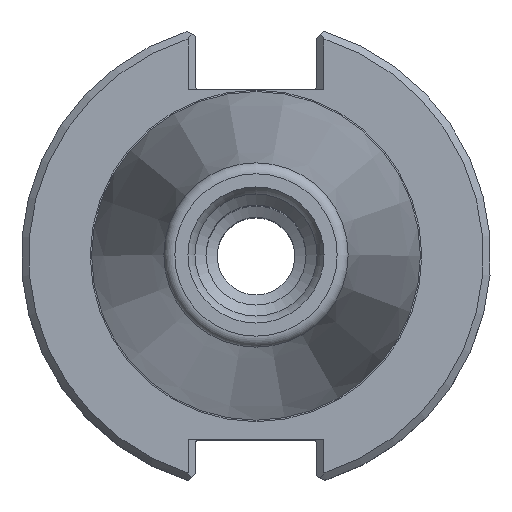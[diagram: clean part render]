
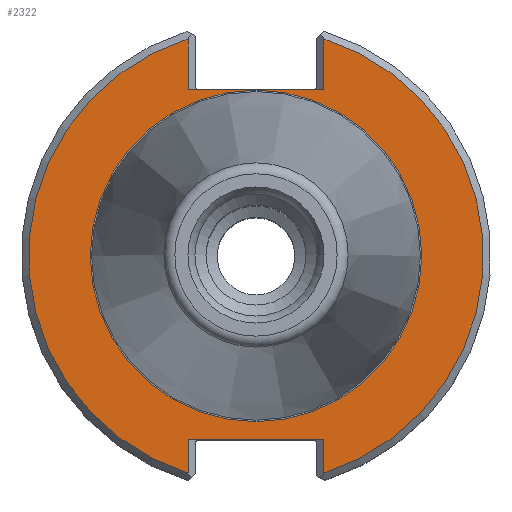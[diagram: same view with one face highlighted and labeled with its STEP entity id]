
A CAD part, top view. The second image highlights one B-rep face of the part: STEP entity #2322.
In plain terms, the highlighted planar face has unit normal (0, 0, 1).
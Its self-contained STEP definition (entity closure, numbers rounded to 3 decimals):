
#56=LINE('',#3543,#121);
#59=LINE('',#3554,#124);
#78=LINE('',#3637,#143);
#80=LINE('',#3653,#145);
#81=LINE('',#3655,#146);
#82=LINE('',#3657,#147);
#121=VECTOR('',#2805,1000.);
#124=VECTOR('',#2810,1000.);
#143=VECTOR('',#2857,1000.);
#145=VECTOR('',#2867,1000.);
#146=VECTOR('',#2868,1000.);
#147=VECTOR('',#2869,1000.);
#305=PLANE('',#2491);
#666=ORIENTED_EDGE('',*,*,#907,.T.);
#667=ORIENTED_EDGE('',*,*,#902,.T.);
#668=ORIENTED_EDGE('',*,*,#932,.F.);
#669=ORIENTED_EDGE('',*,*,#898,.T.);
#670=ORIENTED_EDGE('',*,*,#924,.T.);
#671=ORIENTED_EDGE('',*,*,#937,.T.);
#672=ORIENTED_EDGE('',*,*,#938,.F.);
#673=ORIENTED_EDGE('',*,*,#939,.T.);
#674=ORIENTED_EDGE('',*,*,#896,.F.);
#896=EDGE_CURVE('',#1081,#1081,#1180,.T.);
#898=EDGE_CURVE('',#1083,#1082,#56,.T.);
#902=EDGE_CURVE('',#1084,#1085,#59,.T.);
#907=EDGE_CURVE('',#1088,#1084,#1181,.T.);
#924=EDGE_CURVE('',#1082,#1099,#1182,.T.);
#932=EDGE_CURVE('',#1083,#1085,#78,.T.);
#937=EDGE_CURVE('',#1099,#1106,#80,.T.);
#938=EDGE_CURVE('',#1107,#1106,#81,.T.);
#939=EDGE_CURVE('',#1107,#1088,#82,.T.);
#1081=VERTEX_POINT('',#3536);
#1082=VERTEX_POINT('',#3542);
#1083=VERTEX_POINT('',#3544);
#1084=VERTEX_POINT('',#3551);
#1085=VERTEX_POINT('',#3553);
#1088=VERTEX_POINT('',#3569);
#1099=VERTEX_POINT('',#3615);
#1106=VERTEX_POINT('',#3654);
#1107=VERTEX_POINT('',#3656);
#1180=CIRCLE('',#2471,22.413);
#1181=CIRCLE('',#2476,30.75);
#1182=CIRCLE('',#2483,30.75);
#1313=EDGE_LOOP('',(#666,#667,#668,#669,#670,#671,#672,#673));
#1314=EDGE_LOOP('',(#674));
#1463=FACE_BOUND('',#1313,.T.);
#1464=FACE_BOUND('',#1314,.T.);
#2322=ADVANCED_FACE('',(#1463,#1464),#305,.T.);
#2471=AXIS2_PLACEMENT_3D('',#3535,#2801,#2802);
#2476=AXIS2_PLACEMENT_3D('',#3570,#2817,#2818);
#2483=AXIS2_PLACEMENT_3D('',#3616,#2843,#2844);
#2491=AXIS2_PLACEMENT_3D('',#3652,#2865,#2866);
#2801=DIRECTION('',(0.,0.,1.));
#2802=DIRECTION('',(1.,0.,0.));
#2805=DIRECTION('',(0.,-1.,0.));
#2810=DIRECTION('',(0.,1.,0.));
#2817=DIRECTION('',(0.,0.,1.));
#2818=DIRECTION('',(1.,0.,0.));
#2843=DIRECTION('',(0.,0.,1.));
#2844=DIRECTION('',(1.,0.,0.));
#2857=DIRECTION('',(-1.,0.,0.));
#2865=DIRECTION('',(0.,0.,1.));
#2866=DIRECTION('',(1.,0.,0.));
#2867=DIRECTION('',(0.,-1.,0.));
#2868=DIRECTION('',(1.,0.,0.));
#2869=DIRECTION('',(0.,1.,0.));
#3535=CARTESIAN_POINT('',(0.,0.,-3.17));
#3536=CARTESIAN_POINT('',(22.413,0.,-3.17));
#3542=CARTESIAN_POINT('',(9.19,-29.345,-3.17));
#3543=CARTESIAN_POINT('',(9.19,-30.831,-3.17));
#3544=CARTESIAN_POINT('',(9.19,-24.87,-3.17));
#3551=CARTESIAN_POINT('',(-9.19,-29.345,-3.17));
#3553=CARTESIAN_POINT('',(-9.19,-24.87,-3.17));
#3554=CARTESIAN_POINT('',(-9.19,-24.87,-3.17));
#3569=CARTESIAN_POINT('',(-9.19,29.345,-3.17));
#3570=CARTESIAN_POINT('',(0.,0.,-3.17));
#3615=CARTESIAN_POINT('',(9.19,29.345,-3.17));
#3616=CARTESIAN_POINT('',(0.,0.,-3.17));
#3637=CARTESIAN_POINT('',(8.19,-24.87,-3.17));
#3652=CARTESIAN_POINT('',(22.413,0.,-3.17));
#3653=CARTESIAN_POINT('',(9.19,22.46,-3.17));
#3654=CARTESIAN_POINT('',(9.19,22.46,-3.17));
#3655=CARTESIAN_POINT('',(-8.19,22.46,-3.17));
#3656=CARTESIAN_POINT('',(-9.19,22.46,-3.17));
#3657=CARTESIAN_POINT('',(-9.19,30.831,-3.17));
